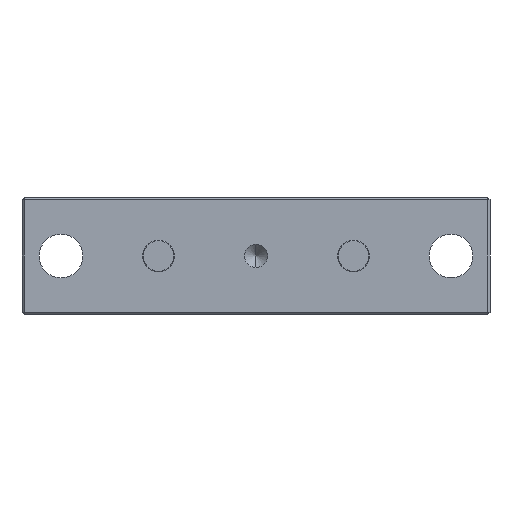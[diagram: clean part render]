
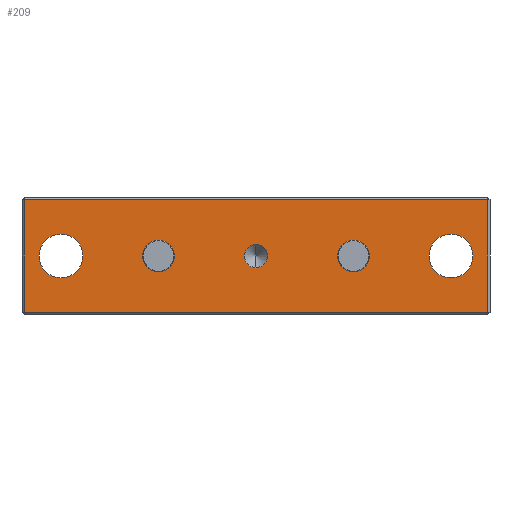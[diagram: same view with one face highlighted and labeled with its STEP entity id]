
A CAD part, front view. The second image highlights one B-rep face of the part: STEP entity #209.
In plain terms, the highlighted planar face has unit normal (0, -1, 0).
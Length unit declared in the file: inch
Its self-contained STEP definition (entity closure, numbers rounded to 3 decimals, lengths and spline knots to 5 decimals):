
#16 = CARTESIAN_POINT ( 'NONE',  ( 0.94488, -0.55118, -0.22622 ) ) ;
#144 = EDGE_CURVE ( 'NONE', #5970, #5536, #3236, .T. ) ;
#209 = ADVANCED_FACE ( 'NONE', ( #7510, #263, #7721, #5617, #3762, #1920 ), #4647, .T. ) ;
#215 = DIRECTION ( 'NONE',  ( -1., 0., 0. ) ) ;
#263 = FACE_BOUND ( 'NONE', #4130, .T. ) ;
#303 = DIRECTION ( 'NONE',  ( -1., 0., 0. ) ) ;
#398 = CIRCLE ( 'NONE', #7668, 0.06382 ) ;
#453 = EDGE_CURVE ( 'NONE', #8882, #7032, #3631, .T. ) ;
#464 = AXIS2_PLACEMENT_3D ( 'NONE', #8611, #4381, #215 ) ;
#476 = DIRECTION ( 'NONE',  ( 0., 0., -1. ) ) ;
#518 = ORIENTED_EDGE ( 'NONE', *, *, #5097, .T. ) ;
#529 = DIRECTION ( 'NONE',  ( 0., 0., -1. ) ) ;
#574 = DIRECTION ( 'NONE',  ( -1., 0., 0. ) ) ;
#695 = CARTESIAN_POINT ( 'NONE',  ( -0.7874, -0.55118, 0. ) ) ;
#697 = LINE ( 'NONE', #16, #6049 ) ;
#739 = EDGE_CURVE ( 'NONE', #5814, #6208, #1646, .T. ) ;
#1070 = EDGE_CURVE ( 'NONE', #1142, #3659, #3013, .T. ) ;
#1142 = VERTEX_POINT ( 'NONE', #8705 ) ;
#1299 = CARTESIAN_POINT ( 'NONE',  ( -0.45752, -0.55118, 0. ) ) ;
#1391 = DIRECTION ( 'NONE',  ( -1., 0., 0. ) ) ;
#1406 = CARTESIAN_POINT ( 'NONE',  ( -0.3937, -0.55118, 0. ) ) ;
#1409 = CARTESIAN_POINT ( 'NONE',  ( 0., -0.55118, -0.04688 ) ) ;
#1419 = AXIS2_PLACEMENT_3D ( 'NONE', #1406, #6298, #2113 ) ;
#1531 = DIRECTION ( 'NONE',  ( 0., 1., 0. ) ) ;
#1646 = CIRCLE ( 'NONE', #1744, 0.0885 ) ;
#1681 = CARTESIAN_POINT ( 'NONE',  ( 0.7874, -0.55118, 0. ) ) ;
#1714 = CARTESIAN_POINT ( 'NONE',  ( 0.7874, -0.55118, 0. ) ) ;
#1744 = AXIS2_PLACEMENT_3D ( 'NONE', #1714, #6597, #2415 ) ;
#1763 = CIRCLE ( 'NONE', #3701, 0.04688 ) ;
#1766 = CARTESIAN_POINT ( 'NONE',  ( -0.93488, -0.55118, 0. ) ) ;
#1901 = CARTESIAN_POINT ( 'NONE',  ( 0., -0.55118, 0. ) ) ;
#1920 = FACE_OUTER_BOUND ( 'NONE', #2459, .T. ) ;
#2020 = EDGE_LOOP ( 'NONE', ( #9044, #6044 ) ) ;
#2092 = AXIS2_PLACEMENT_3D ( 'NONE', #5723, #1531, #6427 ) ;
#2113 = DIRECTION ( 'NONE',  ( -1., 0., 0. ) ) ;
#2146 = CARTESIAN_POINT ( 'NONE',  ( -0.8759, -0.55118, 0. ) ) ;
#2386 = DIRECTION ( 'NONE',  ( -1., 0., 0. ) ) ;
#2415 = DIRECTION ( 'NONE',  ( -1., 0., 0. ) ) ;
#2429 = VERTEX_POINT ( 'NONE', #5780 ) ;
#2459 = EDGE_LOOP ( 'NONE', ( #3465, #7709, #518, #5634 ) ) ;
#2475 = DIRECTION ( 'NONE',  ( 0., 0., -1. ) ) ;
#2494 = EDGE_LOOP ( 'NONE', ( #6977, #8603 ) ) ;
#2610 = DIRECTION ( 'NONE',  ( 0., 0., -1. ) ) ;
#2612 = CARTESIAN_POINT ( 'NONE',  ( -0.6989, -0.55118, 0. ) ) ;
#2619 = AXIS2_PLACEMENT_3D ( 'NONE', #8873, #4667, #476 ) ;
#2684 = EDGE_CURVE ( 'NONE', #8862, #2429, #2849, .T. ) ;
#2707 = VECTOR ( 'NONE', #2475, 39.37008 ) ;
#2789 = CARTESIAN_POINT ( 'NONE',  ( 0.6989, -0.55118, 0. ) ) ;
#2819 = DIRECTION ( 'NONE',  ( 1., 0., 0. ) ) ;
#2849 = CIRCLE ( 'NONE', #2619, 0.04688 ) ;
#2921 = CARTESIAN_POINT ( 'NONE',  ( -0.93488, -0.55118, 0.22622 ) ) ;
#2992 = VERTEX_POINT ( 'NONE', #2921 ) ;
#3013 = CIRCLE ( 'NONE', #464, 0.06382 ) ;
#3058 = VERTEX_POINT ( 'NONE', #8082 ) ;
#3150 = EDGE_LOOP ( 'NONE', ( #4849, #5561 ) ) ;
#3207 = LINE ( 'NONE', #8271, #5031 ) ;
#3220 = CARTESIAN_POINT ( 'NONE',  ( 0.3937, -0.55118, 0. ) ) ;
#3236 = CIRCLE ( 'NONE', #8727, 0.06382 ) ;
#3361 = DIRECTION ( 'NONE',  ( 0., 0., 1. ) ) ;
#3465 = ORIENTED_EDGE ( 'NONE', *, *, #6175, .T. ) ;
#3631 = CIRCLE ( 'NONE', #2092, 0.0885 ) ;
#3637 = EDGE_CURVE ( 'NONE', #5536, #5970, #398, .T. ) ;
#3659 = VERTEX_POINT ( 'NONE', #1299 ) ;
#3701 = AXIS2_PLACEMENT_3D ( 'NONE', #1901, #6782, #2610 ) ;
#3762 = FACE_BOUND ( 'NONE', #3150, .T. ) ;
#3864 = ORIENTED_EDGE ( 'NONE', *, *, #6455, .T. ) ;
#3912 = DIRECTION ( 'NONE',  ( -1., 0., 0. ) ) ;
#4000 = AXIS2_PLACEMENT_3D ( 'NONE', #1681, #6572, #2386 ) ;
#4081 = AXIS2_PLACEMENT_3D ( 'NONE', #695, #5581, #1391 ) ;
#4130 = EDGE_LOOP ( 'NONE', ( #7993, #6302 ) ) ;
#4290 = CIRCLE ( 'NONE', #4000, 0.0885 ) ;
#4381 = DIRECTION ( 'NONE',  ( 0., 1., 0. ) ) ;
#4519 = VERTEX_POINT ( 'NONE', #7572 ) ;
#4538 = CARTESIAN_POINT ( 'NONE',  ( 0.45752, -0.55118, 0. ) ) ;
#4542 = LINE ( 'NONE', #1766, #2707 ) ;
#4647 = PLANE ( 'NONE',  #6190 ) ;
#4652 = EDGE_CURVE ( 'NONE', #7032, #8882, #7545, .T. ) ;
#4667 = DIRECTION ( 'NONE',  ( 0., 1., 0. ) ) ;
#4714 = DIRECTION ( 'NONE',  ( 0., -1., 0. ) ) ;
#4760 = DIRECTION ( 'NONE',  ( 0., 1., 0. ) ) ;
#4762 = CARTESIAN_POINT ( 'NONE',  ( 0.8759, -0.55118, 0. ) ) ;
#4849 = ORIENTED_EDGE ( 'NONE', *, *, #2684, .T. ) ;
#5031 = VECTOR ( 'NONE', #3361, 39.37008 ) ;
#5097 = EDGE_CURVE ( 'NONE', #2992, #4519, #4542, .T. ) ;
#5179 = CARTESIAN_POINT ( 'NONE',  ( 0.94488, -0.55118, 0.22622 ) ) ;
#5536 = VERTEX_POINT ( 'NONE', #4538 ) ;
#5561 = ORIENTED_EDGE ( 'NONE', *, *, #7238, .T. ) ;
#5581 = DIRECTION ( 'NONE',  ( 0., 1., 0. ) ) ;
#5617 = FACE_BOUND ( 'NONE', #2494, .T. ) ;
#5634 = ORIENTED_EDGE ( 'NONE', *, *, #5874, .T. ) ;
#5723 = CARTESIAN_POINT ( 'NONE',  ( -0.7874, -0.55118, 0. ) ) ;
#5729 = EDGE_LOOP ( 'NONE', ( #7738, #3864 ) ) ;
#5780 = CARTESIAN_POINT ( 'NONE',  ( 0., -0.55118, 0.04688 ) ) ;
#5805 = LINE ( 'NONE', #5179, #7697 ) ;
#5814 = VERTEX_POINT ( 'NONE', #2789 ) ;
#5874 = EDGE_CURVE ( 'NONE', #4519, #7974, #697, .T. ) ;
#5970 = VERTEX_POINT ( 'NONE', #7103 ) ;
#6044 = ORIENTED_EDGE ( 'NONE', *, *, #3637, .T. ) ;
#6049 = VECTOR ( 'NONE', #2819, 39.37008 ) ;
#6175 = EDGE_CURVE ( 'NONE', #7974, #3058, #3207, .T. ) ;
#6190 = AXIS2_PLACEMENT_3D ( 'NONE', #8915, #4714, #529 ) ;
#6208 = VERTEX_POINT ( 'NONE', #4762 ) ;
#6298 = DIRECTION ( 'NONE',  ( 0., 1., 0. ) ) ;
#6302 = ORIENTED_EDGE ( 'NONE', *, *, #4652, .T. ) ;
#6427 = DIRECTION ( 'NONE',  ( -1., 0., 0. ) ) ;
#6431 = CIRCLE ( 'NONE', #1419, 0.06382 ) ;
#6455 = EDGE_CURVE ( 'NONE', #6208, #5814, #4290, .T. ) ;
#6572 = DIRECTION ( 'NONE',  ( 0., 1., 0. ) ) ;
#6597 = DIRECTION ( 'NONE',  ( 0., 1., 0. ) ) ;
#6782 = DIRECTION ( 'NONE',  ( 0., 1., 0. ) ) ;
#6940 = EDGE_CURVE ( 'NONE', #3058, #2992, #5805, .T. ) ;
#6977 = ORIENTED_EDGE ( 'NONE', *, *, #8002, .T. ) ;
#7032 = VERTEX_POINT ( 'NONE', #2612 ) ;
#7103 = CARTESIAN_POINT ( 'NONE',  ( 0.32988, -0.55118, 0. ) ) ;
#7238 = EDGE_CURVE ( 'NONE', #2429, #8862, #1763, .T. ) ;
#7510 = FACE_BOUND ( 'NONE', #5729, .T. ) ;
#7545 = CIRCLE ( 'NONE', #4081, 0.0885 ) ;
#7572 = CARTESIAN_POINT ( 'NONE',  ( -0.93488, -0.55118, -0.22622 ) ) ;
#7668 = AXIS2_PLACEMENT_3D ( 'NONE', #8975, #4760, #574 ) ;
#7697 = VECTOR ( 'NONE', #303, 39.37008 ) ;
#7709 = ORIENTED_EDGE ( 'NONE', *, *, #6940, .T. ) ;
#7721 = FACE_BOUND ( 'NONE', #2020, .T. ) ;
#7738 = ORIENTED_EDGE ( 'NONE', *, *, #739, .T. ) ;
#7974 = VERTEX_POINT ( 'NONE', #9020 ) ;
#7993 = ORIENTED_EDGE ( 'NONE', *, *, #453, .T. ) ;
#8002 = EDGE_CURVE ( 'NONE', #3659, #1142, #6431, .T. ) ;
#8082 = CARTESIAN_POINT ( 'NONE',  ( 0.93488, -0.55118, 0.22622 ) ) ;
#8119 = DIRECTION ( 'NONE',  ( 0., 1., 0. ) ) ;
#8271 = CARTESIAN_POINT ( 'NONE',  ( 0.93488, -0.55118, 0. ) ) ;
#8603 = ORIENTED_EDGE ( 'NONE', *, *, #1070, .T. ) ;
#8611 = CARTESIAN_POINT ( 'NONE',  ( -0.3937, -0.55118, 0. ) ) ;
#8705 = CARTESIAN_POINT ( 'NONE',  ( -0.32988, -0.55118, 0. ) ) ;
#8727 = AXIS2_PLACEMENT_3D ( 'NONE', #3220, #8119, #3912 ) ;
#8862 = VERTEX_POINT ( 'NONE', #1409 ) ;
#8873 = CARTESIAN_POINT ( 'NONE',  ( 0., -0.55118, 0. ) ) ;
#8882 = VERTEX_POINT ( 'NONE', #2146 ) ;
#8915 = CARTESIAN_POINT ( 'NONE',  ( 0.94488, -0.55118, 0. ) ) ;
#8975 = CARTESIAN_POINT ( 'NONE',  ( 0.3937, -0.55118, 0. ) ) ;
#9020 = CARTESIAN_POINT ( 'NONE',  ( 0.93488, -0.55118, -0.22622 ) ) ;
#9044 = ORIENTED_EDGE ( 'NONE', *, *, #144, .T. ) ;
